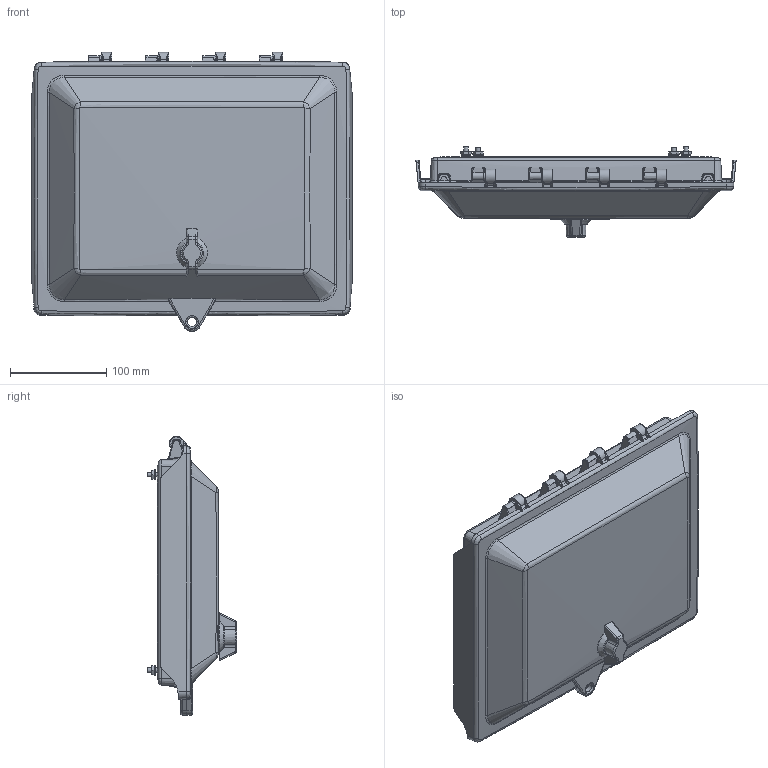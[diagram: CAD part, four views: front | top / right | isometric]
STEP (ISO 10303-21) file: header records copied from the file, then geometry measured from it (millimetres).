
FILE_DESCRIPTION (( 'STEP AP214' ), '1' );
FILE_NAME ('HMICVR1008C.STEP', '2025-02-20T12:53:19', ( '' ), ( '' ), 'SwSTEP 2.0', 'SolidWorks 2024', '' );
FILE_SCHEMA (( 'AUTOMOTIVE_DESIGN' ));
Length unit declared in the file: inch
Products named in the file (1): HMICVR1008C
Bounding box: 332.64 x 93.29 x 289.93 mm (x, y, z)
Volume: 621013.8 mm3; surface area: 408140.7 mm2
Topology: 25 solids, 29 shells, 1726 faces, 4184 edges, 2525 vertices
Faces by surface type: bspline 790, plane 454, cylinder 309, cone 110, torus 53, sphere 10
Full cylindrical faces by diameter (mm): 2.1 x1, 4.775 x2, 4.826 x8, 5 x9, 5.1 x1, 5.5 x1, 9.474 x4, 10 x8, 13.5 x1, 15 x1, 19.8 x1, 20.376 x1, 21.5 x1, 32 x1
Entity records: 141229 total; most frequent: CARTESIAN_POINT 107659, ORIENTED_EDGE 8186, DIRECTION 4563, EDGE_CURVE 4093, VERTEX_POINT 2515, EDGE_LOOP 1898, B_SPLINE_CURVE_WITH_KNOTS 1805, FACE_OUTER_BOUND 1771
